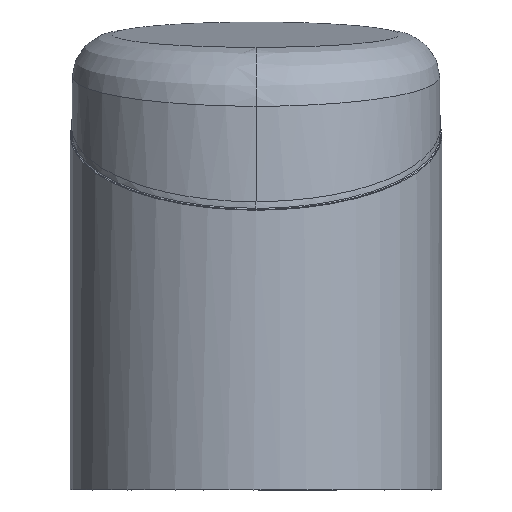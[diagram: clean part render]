
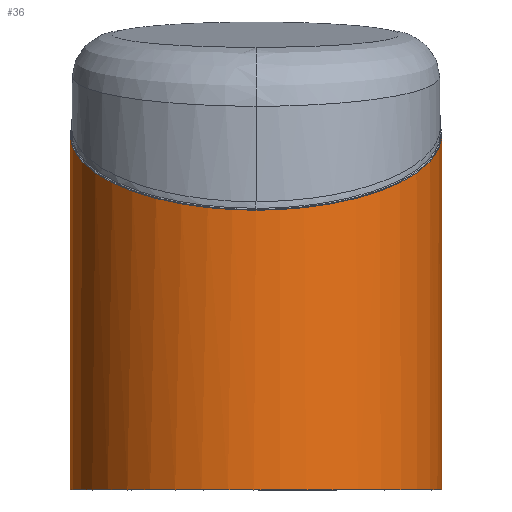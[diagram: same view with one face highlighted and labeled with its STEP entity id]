
A CAD part, front view. The second image highlights one B-rep face of the part: STEP entity #36.
In plain terms, the highlighted cylindrical face has radius 45 mm (diameter 90 mm), a partial arc.
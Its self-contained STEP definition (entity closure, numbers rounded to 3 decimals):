
#36=ADVANCED_FACE('',(#88),#736,.T.);
#88=FACE_OUTER_BOUND('',#142,.T.);
#142=EDGE_LOOP('',(#239,#240,#241,#242,#243));
#239=ORIENTED_EDGE('',*,*,#433,.T.);
#240=ORIENTED_EDGE('',*,*,#434,.F.);
#241=ORIENTED_EDGE('',*,*,#435,.T.);
#242=ORIENTED_EDGE('',*,*,#436,.T.);
#243=ORIENTED_EDGE('',*,*,#437,.T.);
#433=EDGE_CURVE('',#658,#656,#579,.T.);
#434=EDGE_CURVE('',#655,#656,#580,.T.);
#435=EDGE_CURVE('',#655,#659,#526,.T.);
#436=EDGE_CURVE('',#659,#660,#581,.T.);
#437=EDGE_CURVE('',#660,#658,#527,.T.);
#526=B_SPLINE_CURVE_WITH_KNOTS('',1,(#5098,#5099),.UNSPECIFIED.,.F.,.F.,
(2,2),(0.,85.905),.UNSPECIFIED.);
#527=B_SPLINE_CURVE_WITH_KNOTS('',1,(#5105,#5106),.UNSPECIFIED.,.F.,.F.,
(2,2),(0.,85.905),.UNSPECIFIED.);
#579=(
BOUNDED_CURVE()
B_SPLINE_CURVE(3,(#5090,#5091,#5092,#5093),.UNSPECIFIED.,.F.,.F.)
B_SPLINE_CURVE_WITH_KNOTS((4,4),(0.,82.179),.UNSPECIFIED.)
CURVE()
GEOMETRIC_REPRESENTATION_ITEM()
RATIONAL_B_SPLINE_CURVE((1.,0.805,0.805,1.))
REPRESENTATION_ITEM('')
);
#580=(
BOUNDED_CURVE()
B_SPLINE_CURVE(3,(#5094,#5095,#5096,#5097),.UNSPECIFIED.,.F.,.F.)
B_SPLINE_CURVE_WITH_KNOTS((4,4),(-82.179,0.),.UNSPECIFIED.)
CURVE()
GEOMETRIC_REPRESENTATION_ITEM()
RATIONAL_B_SPLINE_CURVE((1.,0.805,0.805,1.))
REPRESENTATION_ITEM('')
);
#581=(
BOUNDED_CURVE()
B_SPLINE_CURVE(2,(#5100,#5101,#5102,#5103,#5104),.UNSPECIFIED.,.F.,.F.)
B_SPLINE_CURVE_WITH_KNOTS((3,2,3),(0.,70.686,141.372),
 .UNSPECIFIED.)
CURVE()
GEOMETRIC_REPRESENTATION_ITEM()
RATIONAL_B_SPLINE_CURVE((1.,0.707,1.,0.707,1.))
REPRESENTATION_ITEM('')
);
#655=VERTEX_POINT('',#4945);
#656=VERTEX_POINT('',#4946);
#658=VERTEX_POINT('',#4948);
#659=VERTEX_POINT('',#4949);
#660=VERTEX_POINT('',#4950);
#736=CYLINDRICAL_SURFACE('',#927,45.);
#927=AXIS2_PLACEMENT_3D('',#1506,#951,$);
#951=DIRECTION('',(0.,0.,1.));
#1506=CARTESIAN_POINT('',(0.,-174.15,1377.982));
#4945=CARTESIAN_POINT('',(45.,-174.15,1335.03));
#4946=CARTESIAN_POINT('',(0.,-219.15,1353.13));
#4948=CARTESIAN_POINT('',(-45.,-174.15,1335.03));
#4949=CARTESIAN_POINT('',(45.,-174.15,1420.935));
#4950=CARTESIAN_POINT('',(-45.,-174.15,1420.935));
#5090=CARTESIAN_POINT('',(-45.,-174.15,1335.03));
#5091=CARTESIAN_POINT('',(-45.,-200.51,1345.633));
#5092=CARTESIAN_POINT('',(-26.36,-219.15,1353.13));
#5093=CARTESIAN_POINT('',(0.,-219.15,1353.13));
#5094=CARTESIAN_POINT('',(45.,-174.15,1335.03));
#5095=CARTESIAN_POINT('',(45.,-200.51,1345.633));
#5096=CARTESIAN_POINT('',(26.36,-219.15,1353.13));
#5097=CARTESIAN_POINT('',(0.,-219.15,1353.13));
#5098=CARTESIAN_POINT('',(45.,-174.15,1335.03));
#5099=CARTESIAN_POINT('',(45.,-174.15,1420.935));
#5100=CARTESIAN_POINT('',(45.,-174.15,1420.935));
#5101=CARTESIAN_POINT('',(45.,-219.15,1420.935));
#5102=CARTESIAN_POINT('',(0.,-219.15,1420.935));
#5103=CARTESIAN_POINT('',(-45.,-219.15,1420.935));
#5104=CARTESIAN_POINT('',(-45.,-174.15,1420.935));
#5105=CARTESIAN_POINT('',(-45.,-174.15,1420.935));
#5106=CARTESIAN_POINT('',(-45.,-174.15,1335.03));
